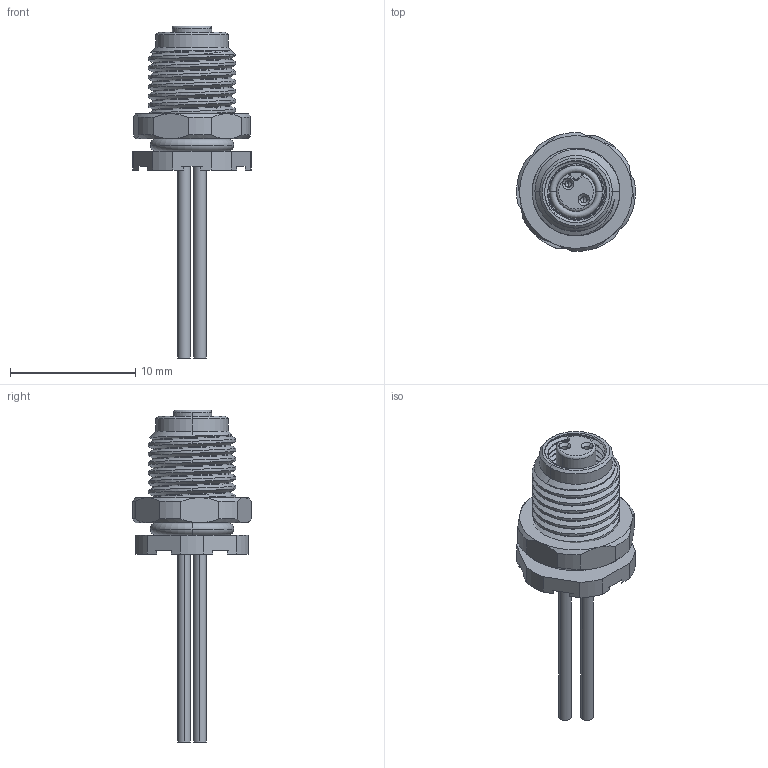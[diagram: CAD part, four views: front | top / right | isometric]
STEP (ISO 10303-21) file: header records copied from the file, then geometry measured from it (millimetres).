
FILE_DESCRIPTION((''),'2;1');
FILE_NAME('HOUSING-FEMALE-4P-000A85_2','2025-08-24T',('gongcheng16'),(''),'PRO/ENGINEER BY PARAMETRIC TECHNOLOGY CORPORATION, 2010280','PRO/ENGINEER BY PARAMETRIC TECHNOLOGY CORPORATION, 2010280','');
FILE_SCHEMA(('CONFIG_CONTROL_DESIGN'));
Products named in the file (1): HOUSING-FEMALE-4P-000A85_2
Bounding box: 9.48 x 9.48 x 26.5 mm (x, y, z)
Volume: 52.5 mm3; surface area: 5948 mm2
Topology: 1 solids, 58 shells, 1033 faces, 2927 edges, 1923 vertices
Faces by surface type: cylinder 436, plane 274, cone 211, bspline 94, torus 18
Entity records: 64152 total; most frequent: CARTESIAN_POINT 39061, ORIENTED_EDGE 5222, DIRECTION 4819, EDGE_CURVE 2919, VERTEX_POINT 1923, AXIS2_PLACEMENT_3D 1874, EDGE_LOOP 1090, VECTOR 1071
